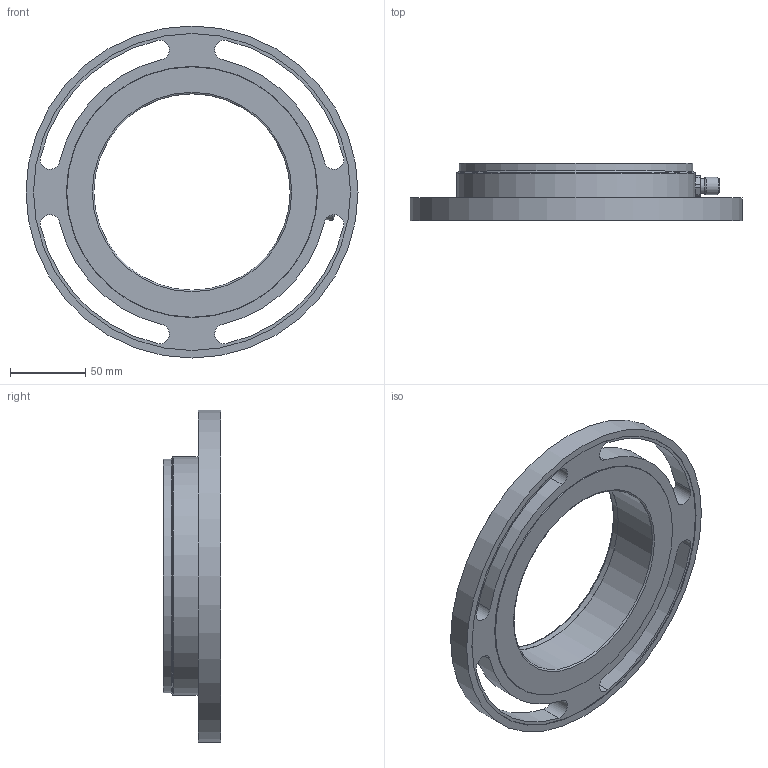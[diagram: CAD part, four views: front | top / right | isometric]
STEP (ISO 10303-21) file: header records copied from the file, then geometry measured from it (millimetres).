
FILE_DESCRIPTION (( 'STEP AP214' ), '1' );
FILE_NAME ('STARK_5000 050_A.STEP', '2022-02-03T10:57:20', ( '' ), ( '' ), 'SwSTEP 2.0', 'SolidWorks 2021', '' );
FILE_SCHEMA (( 'AUTOMOTIVE_DESIGN' ));
Length unit declared in the file: millimetre
Products named in the file (1): STARK_5000 050_A
Bounding box: 220 x 38 x 220 mm (x, y, z)
Volume: 413927.6 mm3; surface area: 103355.3 mm2
Topology: 1 solids, 4 shells, 98 faces, 228 edges, 145 vertices
Faces by surface type: cylinder 49, plane 22, cone 19, torus 8
Full cylindrical faces by diameter (mm): 3 x1, 4 x1, 4.2 x8, 6 x1, 9.6 x1, 9.9 x1, 11.5 x1, 12.2 x1, 15.5 x1, 130 x1, 130.1 x1, 155 x1, 158 x2, 166 x1, 166.4 x1, 210 x1, 220 x1
Entity records: 2604 total; most frequent: CARTESIAN_POINT 526, DIRECTION 462, ORIENTED_EDGE 318, AXIS2_PLACEMENT_3D 211, EDGE_LOOP 175, EDGE_CURVE 159, FACE_OUTER_BOUND 131, VERTEX_POINT 128
